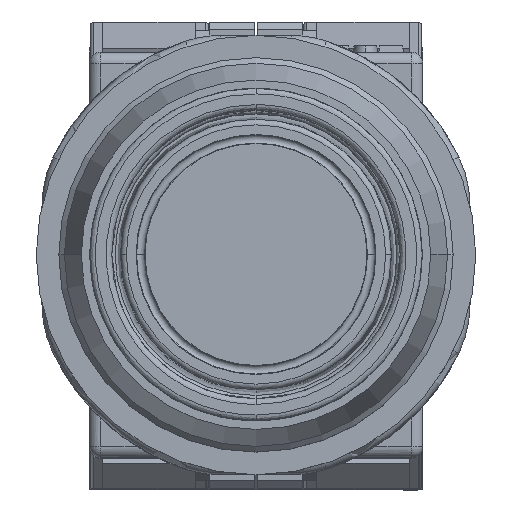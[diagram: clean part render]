
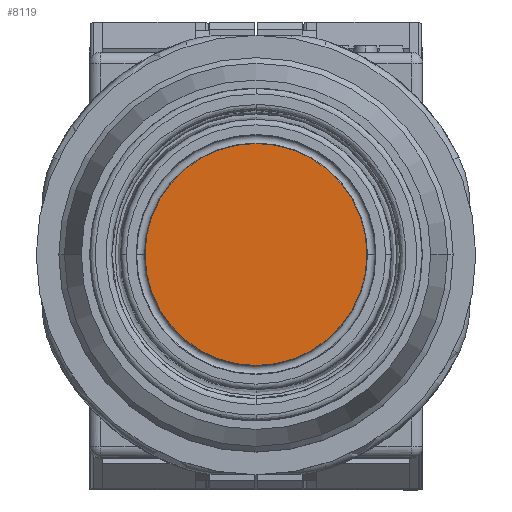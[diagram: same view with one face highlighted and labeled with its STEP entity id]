
A CAD part, top view. The second image highlights one B-rep face of the part: STEP entity #8119.
In plain terms, the highlighted planar face has unit normal (0, 0, 1).
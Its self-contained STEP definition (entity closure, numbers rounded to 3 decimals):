
#391 = ORIENTED_EDGE ( 'NONE', *, *, #7558, .F. ) ;
#5768 = DIRECTION ( 'NONE',  ( 0., 1., 0. ) ) ;
#7558 = EDGE_CURVE ( 'NONE', #10022, #24686, #17556, .T. ) ;
#8119 = ADVANCED_FACE ( 'NONE', ( #14733 ), #24376, .F. ) ;
#8584 = DIRECTION ( 'NONE',  ( 0., 0., -1. ) ) ;
#9420 = EDGE_LOOP ( 'NONE', ( #391, #16402 ) ) ;
#10022 = VERTEX_POINT ( 'NONE', #16880 ) ;
#10391 = DIRECTION ( 'NONE',  ( -1., 0., 0. ) ) ;
#11819 = CARTESIAN_POINT ( 'NONE',  ( 0., -9.85, 48.1 ) ) ;
#12659 = AXIS2_PLACEMENT_3D ( 'NONE', #14183, #8584, #5768 ) ;
#13075 = DIRECTION ( 'NONE',  ( 0., 1., 0. ) ) ;
#13180 = DIRECTION ( 'NONE',  ( 0., 0., -1. ) ) ;
#14183 = CARTESIAN_POINT ( 'NONE',  ( 0., 0., 48.1 ) ) ;
#14733 = FACE_OUTER_BOUND ( 'NONE', #9420, .T. ) ;
#14891 = AXIS2_PLACEMENT_3D ( 'NONE', #21498, #15878, #13075 ) ;
#15878 = DIRECTION ( 'NONE',  ( 0., 0., -1. ) ) ;
#15981 = CARTESIAN_POINT ( 'NONE',  ( 0., 12., 48.1 ) ) ;
#16125 = AXIS2_PLACEMENT_3D ( 'NONE', #15981, #13180, #10391 ) ;
#16402 = ORIENTED_EDGE ( 'NONE', *, *, #18452, .F. ) ;
#16880 = CARTESIAN_POINT ( 'NONE',  ( 0., 9.85, 48.1 ) ) ;
#17556 = CIRCLE ( 'NONE', #14891, 9.85 ) ;
#18452 = EDGE_CURVE ( 'NONE', #24686, #10022, #19152, .T. ) ;
#19152 = CIRCLE ( 'NONE', #12659, 9.85 ) ;
#21498 = CARTESIAN_POINT ( 'NONE',  ( 0., 0., 48.1 ) ) ;
#24376 = PLANE ( 'NONE',  #16125 ) ;
#24686 = VERTEX_POINT ( 'NONE', #11819 ) ;
